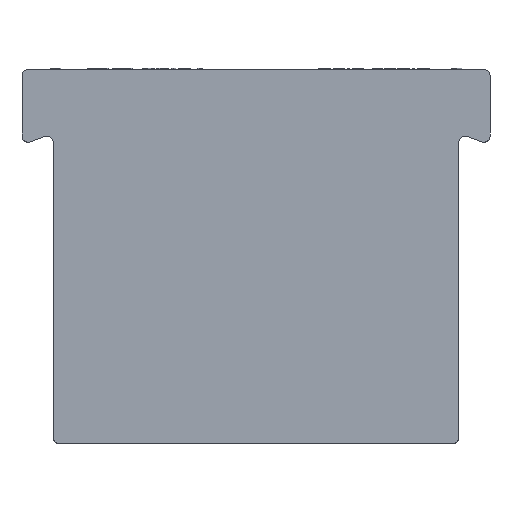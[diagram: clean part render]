
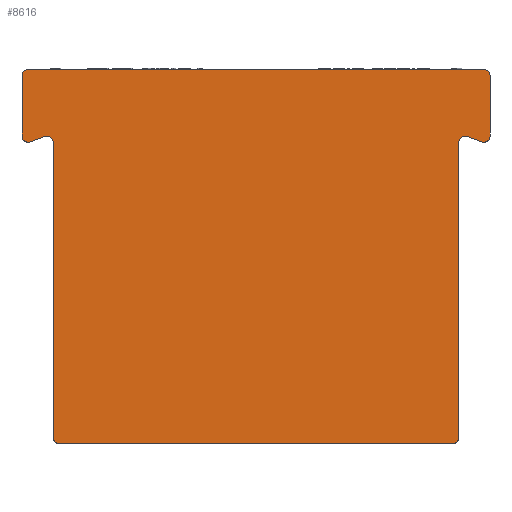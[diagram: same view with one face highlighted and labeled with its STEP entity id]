
A CAD part, left-side view. The second image highlights one B-rep face of the part: STEP entity #8616.
In plain terms, the highlighted planar face has unit normal (-1, 0, 0).
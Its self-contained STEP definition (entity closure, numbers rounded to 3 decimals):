
#74 = EDGE_LOOP ( 'NONE', ( #2844, #11747, #7894, #8638, #6806, #8705, #12586, #6002, #10559, #3773, #2273, #4307, #4972, #4907, #11283, #4236 ) ) ;
#113 = CARTESIAN_POINT ( 'NONE',  ( 0., 36.5, 19.328 ) ) ;
#155 = CARTESIAN_POINT ( 'NONE',  ( 0., -37.5, 19.328 ) ) ;
#325 = VERTEX_POINT ( 'NONE', #3081 ) ;
#339 = CARTESIAN_POINT ( 'NONE',  ( 0., -32.5, -29. ) ) ;
#407 = LINE ( 'NONE', #8786, #5895 ) ;
#428 = EDGE_CURVE ( 'NONE', #13547, #2137, #5392, .T. ) ;
#442 = DIRECTION ( 'NONE',  ( -1., 0., 0. ) ) ;
#714 = VERTEX_POINT ( 'NONE', #13592 ) ;
#715 = AXIS2_PLACEMENT_3D ( 'NONE', #9094, #13376, #8958 ) ;
#862 = VERTEX_POINT ( 'NONE', #11699 ) ;
#1089 = DIRECTION ( 'NONE',  ( -1., 0., 0. ) ) ;
#1187 = AXIS2_PLACEMENT_3D ( 'NONE', #7829, #13374, #12310 ) ;
#1518 = CIRCLE ( 'NONE', #4878, 1. ) ;
#1561 = VERTEX_POINT ( 'NONE', #5870 ) ;
#1607 = CIRCLE ( 'NONE', #11929, 1. ) ;
#1919 = CARTESIAN_POINT ( 'NONE',  ( 0., 31.5, -29. ) ) ;
#2012 = DIRECTION ( 'NONE',  ( 0., 0., -1. ) ) ;
#2115 = EDGE_CURVE ( 'NONE', #325, #714, #7746, .T. ) ;
#2137 = VERTEX_POINT ( 'NONE', #155 ) ;
#2184 = CARTESIAN_POINT ( 'NONE',  ( 0., -37.5, 29. ) ) ;
#2226 = CARTESIAN_POINT ( 'NONE',  ( 0., -37.5, 30. ) ) ;
#2273 = ORIENTED_EDGE ( 'NONE', *, *, #11783, .T. ) ;
#2276 = AXIS2_PLACEMENT_3D ( 'NONE', #113, #1089, #13026 ) ;
#2334 = DIRECTION ( 'NONE',  ( 0., 0., -1. ) ) ;
#2463 = VERTEX_POINT ( 'NONE', #339 ) ;
#2540 = CARTESIAN_POINT ( 'NONE',  ( 0., -36.5, 19.328 ) ) ;
#2588 = EDGE_CURVE ( 'NONE', #8910, #10334, #12211, .T. ) ;
#2612 = CARTESIAN_POINT ( 'NONE',  ( 0., -32.5, -30. ) ) ;
#2744 = CARTESIAN_POINT ( 'NONE',  ( 0., -37.5, 30. ) ) ;
#2747 = CIRCLE ( 'NONE', #7684, 1. ) ;
#2844 = ORIENTED_EDGE ( 'NONE', *, *, #13337, .T. ) ;
#2951 = DIRECTION ( 'NONE',  ( 0., 0., -1. ) ) ;
#2957 = VECTOR ( 'NONE', #9582, 1000. ) ;
#3081 = CARTESIAN_POINT ( 'NONE',  ( 0., 36.158, 18.389 ) ) ;
#3120 = DIRECTION ( 'NONE',  ( 0., 0., -1. ) ) ;
#3165 = CARTESIAN_POINT ( 'NONE',  ( 0., -36.5, 29. ) ) ;
#3276 = EDGE_CURVE ( 'NONE', #13547, #8910, #1518, .T. ) ;
#3589 = VERTEX_POINT ( 'NONE', #10155 ) ;
#3598 = PLANE ( 'NONE',  #9859 ) ;
#3629 = CARTESIAN_POINT ( 'NONE',  ( 0., 31.5, -30. ) ) ;
#3669 = LINE ( 'NONE', #2612, #10101 ) ;
#3773 = ORIENTED_EDGE ( 'NONE', *, *, #11453, .T. ) ;
#3853 = CIRCLE ( 'NONE', #2276, 1. ) ;
#3937 = DIRECTION ( 'NONE',  ( -1., 0., 0. ) ) ;
#4236 = ORIENTED_EDGE ( 'NONE', *, *, #12850, .T. ) ;
#4307 = ORIENTED_EDGE ( 'NONE', *, *, #10684, .T. ) ;
#4320 = LINE ( 'NONE', #5439, #2957 ) ;
#4616 = LINE ( 'NONE', #11002, #10402 ) ;
#4623 = VERTEX_POINT ( 'NONE', #4947 ) ;
#4656 = VECTOR ( 'NONE', #11116, 1000. ) ;
#4660 = CARTESIAN_POINT ( 'NONE',  ( 0., -32.5, 18.292 ) ) ;
#4844 = CARTESIAN_POINT ( 'NONE',  ( 0., -37.5, 30. ) ) ;
#4878 = AXIS2_PLACEMENT_3D ( 'NONE', #3165, #7381, #8578 ) ;
#4907 = ORIENTED_EDGE ( 'NONE', *, *, #3276, .T. ) ;
#4947 = CARTESIAN_POINT ( 'NONE',  ( 0., 37.5, 19.328 ) ) ;
#4972 = ORIENTED_EDGE ( 'NONE', *, *, #428, .F. ) ;
#5130 = LINE ( 'NONE', #9418, #12369 ) ;
#5392 = LINE ( 'NONE', #2226, #5413 ) ;
#5413 = VECTOR ( 'NONE', #2012, 1000. ) ;
#5439 = CARTESIAN_POINT ( 'NONE',  ( 0., -36.158, 18.389 ) ) ;
#5589 = DIRECTION ( 'NONE',  ( 0., 0., -1. ) ) ;
#5694 = EDGE_CURVE ( 'NONE', #2463, #11885, #3669, .T. ) ;
#5703 = DIRECTION ( 'NONE',  ( 1., 0., 0. ) ) ;
#5870 = CARTESIAN_POINT ( 'NONE',  ( 0., 32.5, 18.292 ) ) ;
#5895 = VECTOR ( 'NONE', #11106, 1000. ) ;
#6002 = ORIENTED_EDGE ( 'NONE', *, *, #12355, .T. ) ;
#6025 = CARTESIAN_POINT ( 'NONE',  ( 0., -36.5, 30. ) ) ;
#6074 = DIRECTION ( 'NONE',  ( -1., 0., 0. ) ) ;
#6227 = VERTEX_POINT ( 'NONE', #9468 ) ;
#6257 = VERTEX_POINT ( 'NONE', #3629 ) ;
#6326 = EDGE_CURVE ( 'NONE', #862, #6257, #8765, .T. ) ;
#6555 = CIRCLE ( 'NONE', #715, 1. ) ;
#6806 = ORIENTED_EDGE ( 'NONE', *, *, #10968, .T. ) ;
#7246 = AXIS2_PLACEMENT_3D ( 'NONE', #8290, #3937, #13494 ) ;
#7381 = DIRECTION ( 'NONE',  ( -1., 0., 0. ) ) ;
#7492 = CARTESIAN_POINT ( 'NONE',  ( 0., 36.5, 30. ) ) ;
#7684 = AXIS2_PLACEMENT_3D ( 'NONE', #11203, #442, #9027 ) ;
#7746 = LINE ( 'NONE', #12085, #4656 ) ;
#7829 = CARTESIAN_POINT ( 'NONE',  ( 0., 33.5, 18.292 ) ) ;
#7894 = ORIENTED_EDGE ( 'NONE', *, *, #2115, .T. ) ;
#8077 = VERTEX_POINT ( 'NONE', #12745 ) ;
#8208 = DIRECTION ( 'NONE',  ( 0., 1., 0. ) ) ;
#8290 = CARTESIAN_POINT ( 'NONE',  ( 0., 36.5, 29. ) ) ;
#8578 = DIRECTION ( 'NONE',  ( 0., 0., -1. ) ) ;
#8616 = ADVANCED_FACE ( 'NONE', ( #12363 ), #3598, .F. ) ;
#8638 = ORIENTED_EDGE ( 'NONE', *, *, #12335, .T. ) ;
#8697 = VECTOR ( 'NONE', #8208, 1000. ) ;
#8705 = ORIENTED_EDGE ( 'NONE', *, *, #6326, .T. ) ;
#8765 = CIRCLE ( 'NONE', #13472, 1. ) ;
#8786 = CARTESIAN_POINT ( 'NONE',  ( 0., -37.5, -30. ) ) ;
#8910 = VERTEX_POINT ( 'NONE', #6025 ) ;
#8934 = DIRECTION ( 'NONE',  ( 0., 0., -1. ) ) ;
#8958 = DIRECTION ( 'NONE',  ( 0., 0., -1. ) ) ;
#9027 = DIRECTION ( 'NONE',  ( 0., 0., -1. ) ) ;
#9094 = CARTESIAN_POINT ( 'NONE',  ( 0., -33.5, 18.292 ) ) ;
#9263 = CIRCLE ( 'NONE', #1187, 1. ) ;
#9418 = CARTESIAN_POINT ( 'NONE',  ( 0., 32.5, 20. ) ) ;
#9468 = CARTESIAN_POINT ( 'NONE',  ( 0., -33.842, 19.232 ) ) ;
#9582 = DIRECTION ( 'NONE',  ( 0., -0.94, -0.342 ) ) ;
#9859 = AXIS2_PLACEMENT_3D ( 'NONE', #2744, #5703, #8934 ) ;
#10101 = VECTOR ( 'NONE', #12438, 1000. ) ;
#10155 = CARTESIAN_POINT ( 'NONE',  ( 0., -31.5, -30. ) ) ;
#10334 = VERTEX_POINT ( 'NONE', #7492 ) ;
#10395 = EDGE_CURVE ( 'NONE', #4623, #325, #3853, .T. ) ;
#10402 = VECTOR ( 'NONE', #5589, 1000. ) ;
#10559 = ORIENTED_EDGE ( 'NONE', *, *, #5694, .T. ) ;
#10684 = EDGE_CURVE ( 'NONE', #13347, #2137, #1607, .T. ) ;
#10968 = EDGE_CURVE ( 'NONE', #1561, #862, #5130, .T. ) ;
#11002 = CARTESIAN_POINT ( 'NONE',  ( 0., 37.5, 30. ) ) ;
#11106 = DIRECTION ( 'NONE',  ( 0., 1., 0. ) ) ;
#11116 = DIRECTION ( 'NONE',  ( 0., -0.94, 0.342 ) ) ;
#11203 = CARTESIAN_POINT ( 'NONE',  ( 0., -31.5, -29. ) ) ;
#11283 = ORIENTED_EDGE ( 'NONE', *, *, #2588, .T. ) ;
#11453 = EDGE_CURVE ( 'NONE', #11885, #6227, #6555, .T. ) ;
#11699 = CARTESIAN_POINT ( 'NONE',  ( 0., 32.5, -29. ) ) ;
#11747 = ORIENTED_EDGE ( 'NONE', *, *, #10395, .T. ) ;
#11783 = EDGE_CURVE ( 'NONE', #6227, #13347, #4320, .T. ) ;
#11885 = VERTEX_POINT ( 'NONE', #4660 ) ;
#11929 = AXIS2_PLACEMENT_3D ( 'NONE', #2540, #12021, #2334 ) ;
#11953 = CIRCLE ( 'NONE', #7246, 1. ) ;
#12021 = DIRECTION ( 'NONE',  ( -1., 0., 0. ) ) ;
#12085 = CARTESIAN_POINT ( 'NONE',  ( 0., 33.842, 19.232 ) ) ;
#12211 = LINE ( 'NONE', #4844, #8697 ) ;
#12310 = DIRECTION ( 'NONE',  ( 0., 0., -1. ) ) ;
#12335 = EDGE_CURVE ( 'NONE', #714, #1561, #9263, .T. ) ;
#12355 = EDGE_CURVE ( 'NONE', #3589, #2463, #2747, .T. ) ;
#12363 = FACE_OUTER_BOUND ( 'NONE', #74, .T. ) ;
#12369 = VECTOR ( 'NONE', #2951, 1000. ) ;
#12438 = DIRECTION ( 'NONE',  ( 0., 0., 1. ) ) ;
#12586 = ORIENTED_EDGE ( 'NONE', *, *, #12929, .F. ) ;
#12745 = CARTESIAN_POINT ( 'NONE',  ( 0., 37.5, 29. ) ) ;
#12850 = EDGE_CURVE ( 'NONE', #10334, #8077, #11953, .T. ) ;
#12929 = EDGE_CURVE ( 'NONE', #3589, #6257, #407, .T. ) ;
#13026 = DIRECTION ( 'NONE',  ( 0., 0., -1. ) ) ;
#13242 = CARTESIAN_POINT ( 'NONE',  ( 0., -36.158, 18.389 ) ) ;
#13337 = EDGE_CURVE ( 'NONE', #8077, #4623, #4616, .T. ) ;
#13347 = VERTEX_POINT ( 'NONE', #13242 ) ;
#13374 = DIRECTION ( 'NONE',  ( 1., 0., 0. ) ) ;
#13376 = DIRECTION ( 'NONE',  ( 1., 0., 0. ) ) ;
#13472 = AXIS2_PLACEMENT_3D ( 'NONE', #1919, #6074, #3120 ) ;
#13494 = DIRECTION ( 'NONE',  ( 0., 0., -1. ) ) ;
#13547 = VERTEX_POINT ( 'NONE', #2184 ) ;
#13592 = CARTESIAN_POINT ( 'NONE',  ( 0., 33.842, 19.232 ) ) ;
